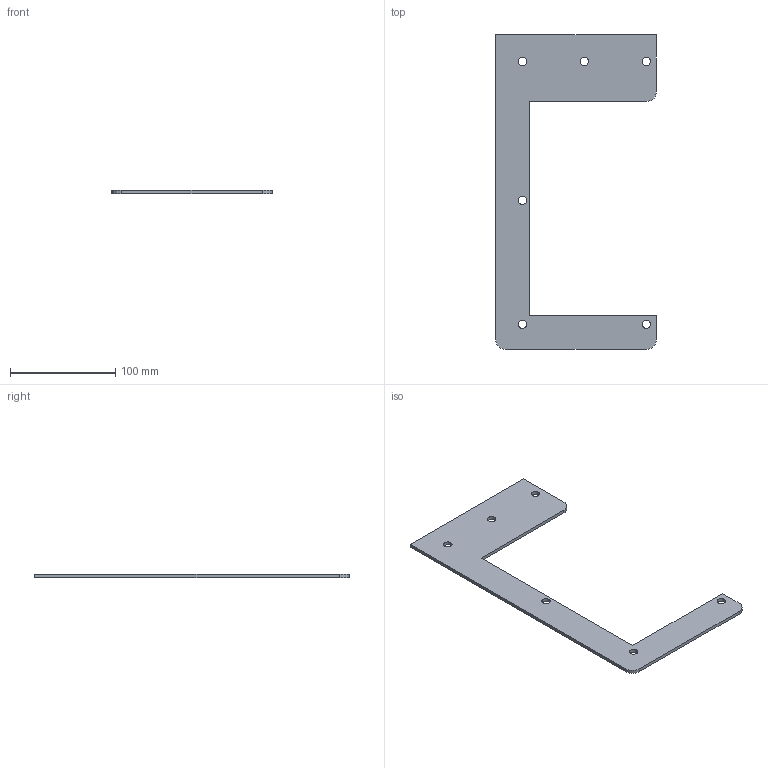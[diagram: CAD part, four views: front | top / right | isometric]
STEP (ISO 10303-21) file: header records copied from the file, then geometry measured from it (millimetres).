
FILE_DESCRIPTION (( 'STEP AP203' ), '1' );
FILE_NAME ('1485CL1.step', '2020-11-19T14:32:40', ( 'ADC123' ), ( 'Microsoft' ), 'SwSTEP 2.0', 'SolidWorks 2019', '' );
FILE_SCHEMA (( 'CONFIG_CONTROL_DESIGN' ));
Length unit declared in the file: inch
Products named in the file (1): 1485CL1
Bounding box: 152.4 x 298.45 x 3.17 mm (x, y, z)
Volume: 65444.3 mm3; surface area: 45289.9 mm2
Topology: 1 solids, 1 shells, 19 faces, 51 edges, 34 vertices
Faces by surface type: plane 10, cylinder 9
Full cylindrical faces by diameter (mm): 7.937 x3, 7.938 x3
Entity records: 676 total; most frequent: DIRECTION 103, CARTESIAN_POINT 99, ORIENTED_EDGE 90, EDGE_CURVE 45, AXIS2_PLACEMENT_3D 38, EDGE_LOOP 37, VERTEX_POINT 34, LINE 27
